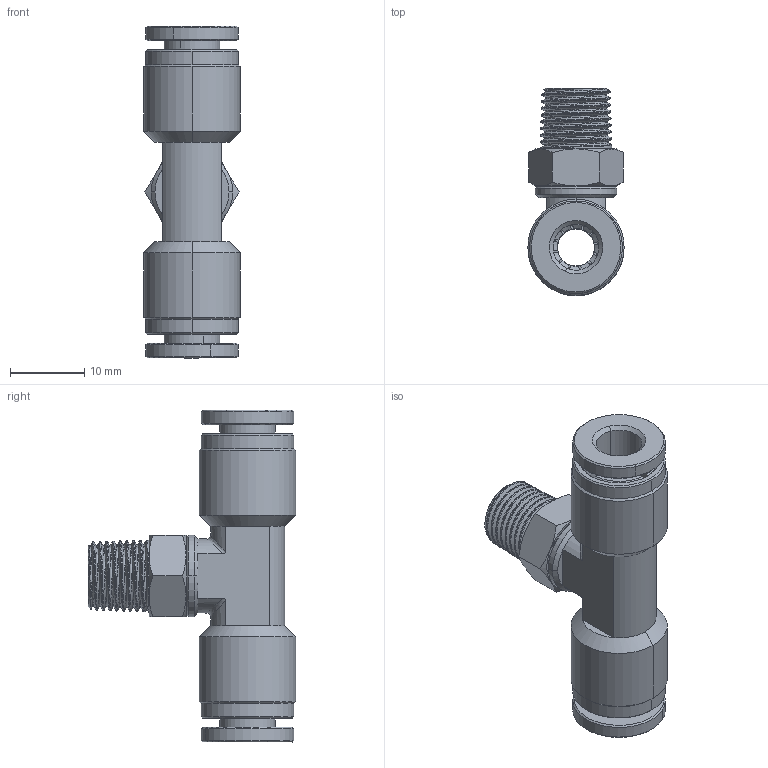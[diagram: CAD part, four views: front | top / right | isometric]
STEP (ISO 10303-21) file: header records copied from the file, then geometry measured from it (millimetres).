
FILE_DESCRIPTION (( 'STEP AP214' ), '1' );
FILE_NAME ('BTS6R1-8W.STEP', '2018-07-24T19:28:39', ( '' ), ( '' ), 'SwSTEP 2.0', 'SolidWorks 2016', '' );
FILE_SCHEMA (( 'AUTOMOTIVE_DESIGN' ));
Length unit declared in the file: millimetre
Products named in the file (1): BTS6R1-8W
Bounding box: 13 x 28 x 44.8 mm (x, y, z)
Volume: 4047.6 mm3; surface area: 7288.6 mm2
Topology: 12 solids, 12 shells, 767 faces, 2079 edges, 1348 vertices
Faces by surface type: plane 268, cone 265, cylinder 146, bspline 84, torus 4
Entity records: 40370 total; most frequent: CARTESIAN_POINT 13719, ORIENTED_EDGE 4158, DIRECTION 3353, EDGE_CURVE 2079, AXIS2_PLACEMENT_3D 1372, VERTEX_POINT 1348, EDGE_LOOP 805, UNCERTAINTY_MEASURE_WITH_UNIT 781
